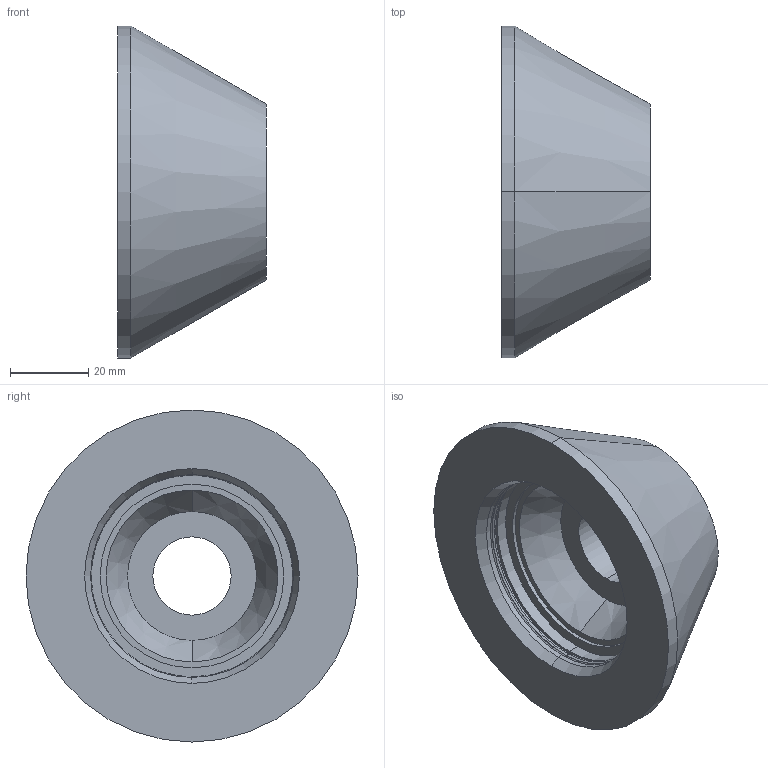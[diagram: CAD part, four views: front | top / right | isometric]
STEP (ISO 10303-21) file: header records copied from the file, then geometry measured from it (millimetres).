
FILE_DESCRIPTION (( 'STEP AP214' ), '1' );
FILE_NAME ('549200061_ELII-20-K-61.STEP', '2025-05-08T06:10:27', ( '' ), ( '' ), 'SwSTEP 2.0', 'SolidWorks 2021', '' );
FILE_SCHEMA (( 'AUTOMOTIVE_DESIGN' ));
Length unit declared in the file: millimetre
Products named in the file (3): 611050047_O-Ring_52x2_N90_Einbaulage; 249200061; 549200061_ELII-20-K-61
Assembly tree (2 placements, depth 2):
  549200061_ELII-20-K-61
    249200061
    611050047_O-Ring_52x2_N90_Einbaulage
Bounding box: 38 x 85 x 85 mm (x, y, z)
Volume: 98491.4 mm3; surface area: 20703.9 mm2
Topology: 2 solids, 2 shells, 51 faces, 102 edges, 60 vertices
Faces by surface type: cylinder 18, torus 16, plane 9, cone 8
Entity records: 1458 total; most frequent: DIRECTION 290, CARTESIAN_POINT 218, ORIENTED_EDGE 204, AXIS2_PLACEMENT_3D 132, EDGE_CURVE 102, CIRCLE 76, EDGE_LOOP 60, VERTEX_POINT 60
